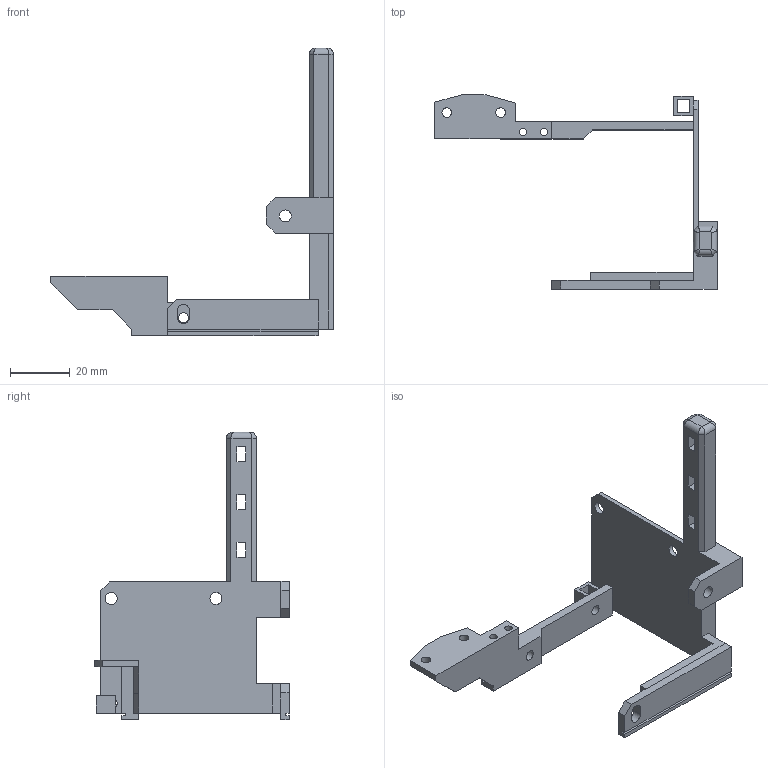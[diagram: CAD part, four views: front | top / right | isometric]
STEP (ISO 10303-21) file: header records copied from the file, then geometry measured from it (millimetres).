
FILE_DESCRIPTION(('HOOPS Exchange Step'),'2;1');
FILE_NAME('temp_export.step','2020-06-24T08:37:59+01:00',('mobile'),('Shapr3D Limited'),'HOOPS Exchange 2020.1','Shapr3D','Authorized');
FILE_SCHEMA( ('AP203_CONFIGURATION_CONTROLLED_3D_DESIGN_OF_MECHANICAL_PARTS_AND_ASSEMBLIES_MIM_LF') );
Length unit declared in the file: millimetre
Products named in the file (1): Fan Duct Bracket w BL Touch Mount
Bounding box: 94.32 x 65 x 96.01 mm (x, y, z)
Volume: 18297.7 mm3; surface area: 14544.7 mm2
Topology: 1 solids, 1 shells, 113 faces, 337 edges, 226 vertices
Faces by surface type: plane 91, cylinder 22
Full cylindrical faces by diameter (mm): 2.5 x2, 3.2 x2, 3.4 x3, 4 x4
Entity records: 3862 total; most frequent: CARTESIAN_POINT 677, ORIENTED_EDGE 674, DIRECTION 620, EDGE_CURVE 337, VECTOR 282, LINE 282, VERTEX_POINT 226, AXIS2_PLACEMENT_3D 169
